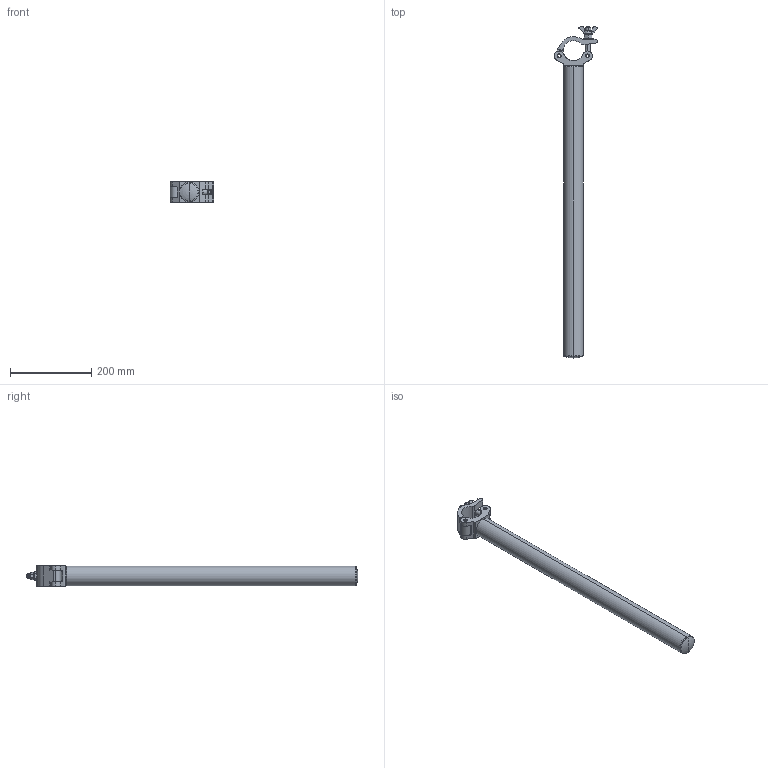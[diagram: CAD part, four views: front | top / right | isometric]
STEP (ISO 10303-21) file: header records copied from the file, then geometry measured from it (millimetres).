
FILE_DESCRIPTION (( 'STEP AP203' ), '1' );
FILE_NAME ('T57317 & T57318.STEP', '2018-08-07T11:49:30', ( '' ), ( '' ), 'SwSTEP 2.0', 'SolidWorks 2016', '' );
FILE_SCHEMA (( 'CONFIG_CONTROL_DESIGN' ));
Length unit declared in the file: millimetre
Products named in the file (14): TH1169; TH2002_TH2002 - 50MM WIDE; TH566; TH157_TH157; Hex Nut Style 1 GradeAB_Doughty Fastners_Hexagon Nut ISO - 4032 - M12 - D - S; T57317 & T57318; T13300_T13300; A Washer_Bright washer BS 4320 - M12 (Form A); TH3382_TH3384; TH2001_TH2001 - 50MM WIDE; T78000; F883_DIN 315-M12-GT-C-N; TH577_TH577; F790
Assembly tree (14 placements, depth 4):
  T57317 & T57318
    TH1169
      TH3382_TH3384
      TH577_TH577
        TH2002_TH2002 - 50MM WIDE
    TH157_TH157
      TH2001_TH2001 - 50MM WIDE
    F790  x2
    T78000
      TH566
      A Washer_Bright washer BS 4320 - M12 (Form A)
      Hex Nut Style 1 GradeAB_Doughty Fastners_Hexagon Nut ISO - 4032 - M12 - D - S
      F883_DIN 315-M12-GT-C-N
    T13300_T13300
Bounding box: 107.22 x 818.85 x 49.9 mm (x, y, z)
Volume: 554061.1 mm3; surface area: 256509.2 mm2
Topology: 10 solids, 10 shells, 305 faces, 702 edges, 413 vertices
Faces by surface type: cylinder 109, cone 74, plane 69, bspline 28, torus 14, sphere 11
Entity records: 10367 total; most frequent: CARTESIAN_POINT 2426, DIRECTION 1425, ORIENTED_EDGE 1302, EDGE_CURVE 651, AXIS2_PLACEMENT_3D 587, VERTEX_POINT 387, EDGE_LOOP 318, CIRCLE 305
